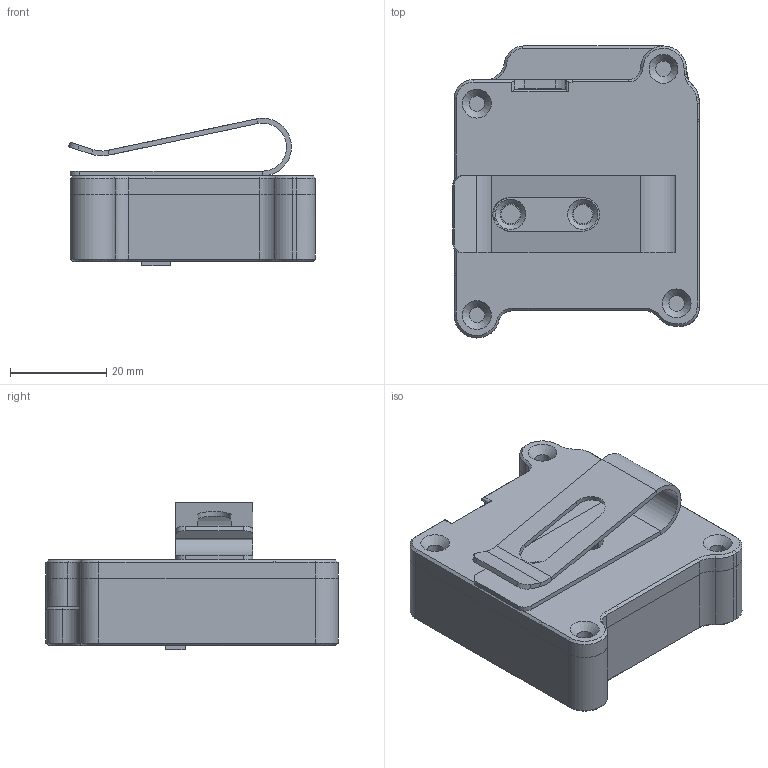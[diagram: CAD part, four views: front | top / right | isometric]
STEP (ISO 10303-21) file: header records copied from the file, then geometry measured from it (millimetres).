
FILE_DESCRIPTION(/* description */ ('STEP AP214'),/* implementation_level */ '2;1');
FILE_NAME(/* name */ 'Page Turner.step',/* time_stamp */ '2025-08-21T14:02:01-07:00',/* author */ (''),/* organization */ (''),/* preprocessor_version */ 'ST-DEVELOPER v20.1',/* originating_system */ 'Autodesk Translation Framework v14.10.0.0',/* authorisation */ '');
FILE_SCHEMA (('AUTOMOTIVE_DESIGN { 1 0 10303 214 3 1 1 }'));
Products named in the file (41): Page Turner W case; 2 boards; 5426 QT Py ESP32-S3; Board; USB TYPE C; STEMMA_I2C_QTSKINNY; AP2112K-3.3; WS2812B_SK6805_1515; 0 ohm; 40MHz; 2.4 GHz Antenna; ESP32-S3QFN54; 22uF; BOOT0; 1uF;   NSR0320; 5397 Lipo Charger BFF; Board_1; JSTPH; MCP73831T-2ACI_OT; ORANGE; EG1390; MBR120; 100K; 10_X_B5F; 3595 APDS9960 Sensor; Board_2; AP2112K-3.3_1; 10K_1; BSS138; GREEN; APDS-9960; 10uF; 10K; STEMMA_I2C_QT; 3898 400mAh Battery; Switch Cap; Case - Base; Case - Top; Light Pipe ...
Assembly tree (74 placements, depth 4):
  Page Turner W case
    2 boards
      5426 QT Py ESP32-S3
        Board
        22uF  x3
        BOOT0  x2
        1uF  x23
        USB TYPE C
        STEMMA_I2C_QTSKINNY
        AP2112K-3.3
        WS2812B_SK6805_1515
          NSR0320  x2
        0 ohm
        40MHz
        2.4 GHz Antenna
        ESP32-S3QFN54
      5397 Lipo Charger BFF
        Board_1
        JSTPH
        MCP73831T-2ACI_OT
        ORANGE
        100K  x4
        10_X_B5F  x2
        EG1390
        MBR120
    3595 APDS9960 Sensor
      Board_2
      10uF  x2
      AP2112K-3.3_1
      10K  x3
      10K_1
      BSS138
      STEMMA_I2C_QT  x2
      GREEN
      APDS-9960
    3898 400mAh Battery
    Switch Cap
    Case - Base
    Case - Top
    Light Pipe
    Metal Clip
Bounding box: 51.31 x 60.67 x 30.66 mm (x, y, z)
Volume: 32275.8 mm3; surface area: 31290.5 mm2
Topology: 119 solids, 119 shells, 3030 faces, 7910 edges, 5149 vertices
Faces by surface type: plane 2389, cylinder 528, bspline 38, cone 33, sphere 32, torus 10
Full cylindrical faces by diameter (mm): 0.394 x42, 0.483 x2, 0.5 x18, 0.65 x2, 0.8 x2, 0.9 x1, 1 x36, 1.1 x1, 2 x2, 2.5 x4, 3.2 x4, 4 x6, 4.652 x1, 8 x1
Entity records: 77261 total; most frequent: CARTESIAN_POINT 14785, ORIENTED_EDGE 12730, DIRECTION 12422, EDGE_CURVE 6365, LINE 5142, VECTOR 5142, VERTEX_POINT 4137, AXIS2_PLACEMENT_3D 3640
